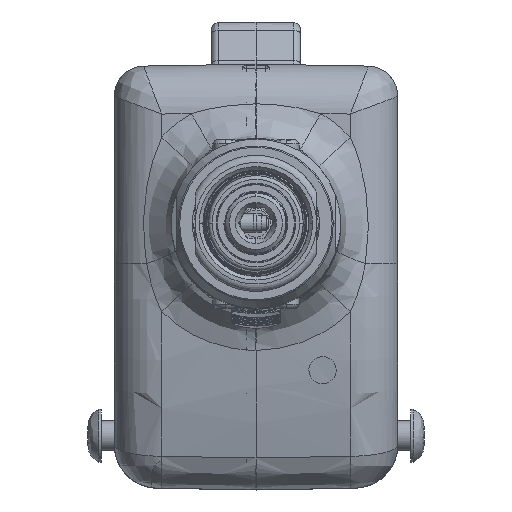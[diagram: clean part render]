
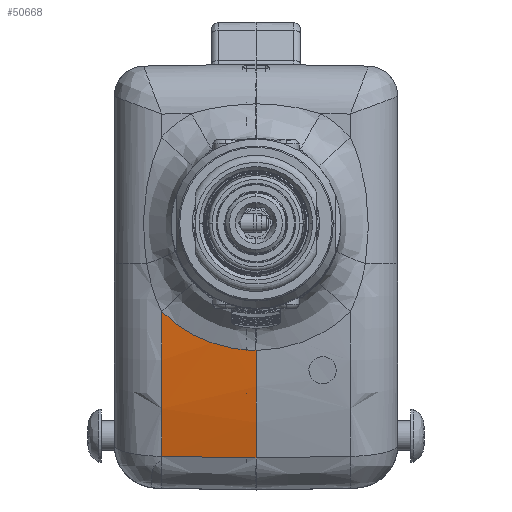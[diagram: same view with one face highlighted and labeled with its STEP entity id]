
A CAD part, top view. The second image highlights one B-rep face of the part: STEP entity #50668.
In plain terms, the highlighted conical face has half-angle 1 degrees and reference radius 152.227 mm.
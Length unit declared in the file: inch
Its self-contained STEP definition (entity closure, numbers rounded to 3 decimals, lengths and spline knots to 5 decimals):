
#34792=CARTESIAN_POINT('',(0.,-0.31255,-13.62507));
#34793=DIRECTION('',(1.,0.,0.));
#34794=DIRECTION('',(0.,-0.12,0.993));
#34795=AXIS2_PLACEMENT_3D('',#34792,#34793,#34794);
#34797=CARTESIAN_POINT('',(-0.77948,-1.90499,
-7.85436));
#34798=CARTESIAN_POINT('',(-0.69043,-1.90662,
-7.8532));
#34799=CARTESIAN_POINT('',(-0.5141,-1.90984,
-7.8509));
#34800=CARTESIAN_POINT('',(-0.26683,-1.91436,
-7.84767));
#34801=CARTESIAN_POINT('',(-0.08967,-1.9176,
-7.84536));
#34802=CARTESIAN_POINT('',(0.,-1.91924,
-7.84419));
#34804=CARTESIAN_POINT('',(-0.77948,-0.31255,
-13.62507));
#34805=DIRECTION('',(-1.,0.,0.));
#34806=DIRECTION('',(0.,-0.266,0.964));
#34807=AXIS2_PLACEMENT_3D('',#34804,#34805,#34806);
#34809=CARTESIAN_POINT('',(-0.77948,-0.70854,
-7.65179));
#34810=CARTESIAN_POINT('',(-0.76034,-0.72784,
-7.65273));
#34811=CARTESIAN_POINT('',(-0.72233,-0.76314,
-7.65459));
#34812=CARTESIAN_POINT('',(-0.6686,-0.80652,
-7.6571));
#34813=CARTESIAN_POINT('',(-0.61568,-0.84418,
-7.65942));
#34814=CARTESIAN_POINT('',(-0.55931,-0.87941,
-7.66168));
#34815=CARTESIAN_POINT('',(-0.49816,-0.9125,
-7.66385));
#34816=CARTESIAN_POINT('',(-0.4345,-0.94183,
-7.66576));
#34817=CARTESIAN_POINT('',(-0.36967,-0.96689,
-7.66733));
#34818=CARTESIAN_POINT('',(-0.30337,-0.98792,
-7.66852));
#34819=CARTESIAN_POINT('',(-0.23441,-1.00517,
-7.66929));
#34820=CARTESIAN_POINT('',(-0.16224,-1.01842,
-7.66958));
#34821=CARTESIAN_POINT('',(-0.08553,-1.02738,
-7.6693));
#34822=CARTESIAN_POINT('',(-0.02925,-1.02997,
-7.66863));
#34823=CARTESIAN_POINT('',(0.,-1.03014,
-7.66813));
#35067=CARTESIAN_POINT('',(-0.77948,-0.70854,
-7.65179));
#35083=CARTESIAN_POINT('',(-0.77948,-1.90499,
-7.85436));
#46619=CARTESIAN_POINT('',(0.,-1.03014,-7.66813));
#46620=CARTESIAN_POINT('',(0.,-1.91924,-7.84419));
#46621=VERTEX_POINT('',#46619);
#46622=VERTEX_POINT('',#46620);
#46634=VERTEX_POINT('',#35083);
#48265=VERTEX_POINT('',#35067);
#50653=CARTESIAN_POINT('',(-0.38974,-0.31255,
-13.62507));
#50654=DIRECTION('',(1.,0.,0.));
#50655=DIRECTION('',(0.,1.,0.));
#50656=AXIS2_PLACEMENT_3D('',#50653,#50654,#50655);
#50657=CONICAL_SURFACE('',#50656,5.9932,1.);
#50659=ORIENTED_EDGE('',*,*,#50658,.T.);
#50661=ORIENTED_EDGE('',*,*,#50660,.F.);
#50663=ORIENTED_EDGE('',*,*,#50662,.T.);
#50665=ORIENTED_EDGE('',*,*,#50664,.T.);
#50666=EDGE_LOOP('',(#50659,#50661,#50663,#50665));
#50667=FACE_OUTER_BOUND('',#50666,.F.);
#50668=ADVANCED_FACE('',(#50667),#50657,.T.);
#34796=CIRCLE('',#34795,6.);
#34803=B_SPLINE_CURVE_WITH_KNOTS('',3,(#34797,#34798,#34799,#34800,#34801,
#34802),.UNSPECIFIED.,.F.,.F.,(4,1,1,4),(0.,0.33333,
0.66667,1.),.UNSPECIFIED.);
#34808=CIRCLE('',#34807,5.98639);
#34824=B_SPLINE_CURVE_WITH_KNOTS('',3,(#34809,#34810,#34811,#34812,#34813,
#34814,#34815,#34816,#34817,#34818,#34819,#34820,#34821,#34822,#34823),
.UNSPECIFIED.,.F.,.F.,(4,1,1,1,1,1,1,1,1,1,1,1,4),(0.,0.08333,
0.16667,0.25,0.33333,0.41667,0.5,
0.58333,0.66667,0.75,0.83333,0.91667,
1.),.UNSPECIFIED.);
#50658=EDGE_CURVE('',#46621,#46622,#34796,.T.);
#50660=EDGE_CURVE('',#46634,#46622,#34803,.T.);
#50662=EDGE_CURVE('',#46634,#48265,#34808,.T.);
#50664=EDGE_CURVE('',#48265,#46621,#34824,.T.);
